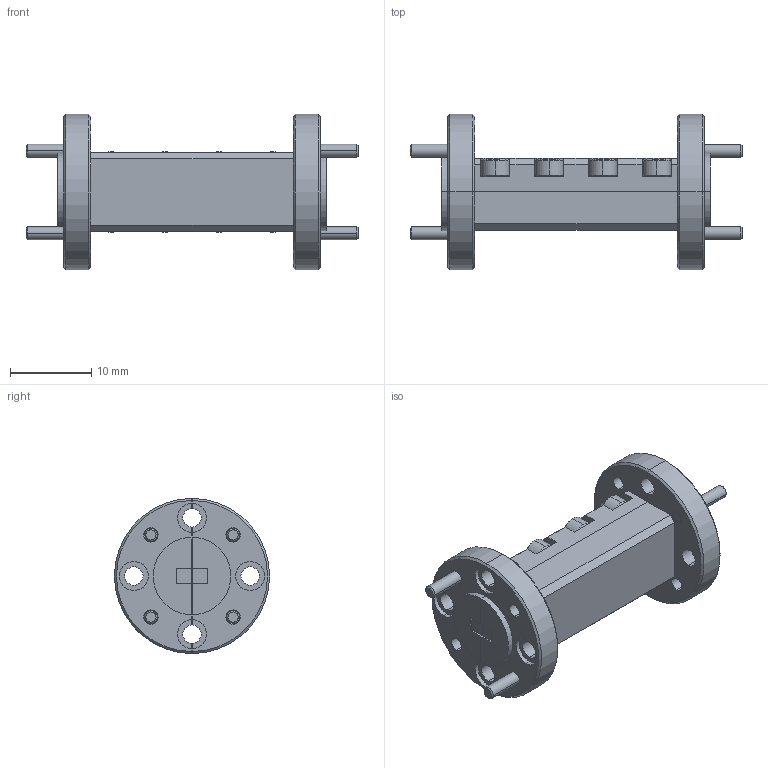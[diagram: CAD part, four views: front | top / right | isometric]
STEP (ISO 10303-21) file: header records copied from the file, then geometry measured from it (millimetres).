
FILE_DESCRIPTION (( 'STEP AP203' ), '1' );
FILE_NAME ('SWF-57356320-15-H1.STEP', '2019-06-12T22:22:02', ( '' ), ( '' ), 'SwSTEP 2.0', 'SolidWorks 2016', '' );
FILE_SCHEMA (( 'CONFIG_CONTROL_DESIGN' ));
Length unit declared in the file: inch
Products named in the file (1): SWF-57356320-15-H1
Bounding box: 40.77 x 19.05 x 19.05 mm (x, y, z)
Volume: 3812.8 mm3; surface area: 4566 mm2
Topology: 14 solids, 14 shells, 848 faces, 2200 edges, 1384 vertices
Faces by surface type: cylinder 476, plane 180, cone 176, bspline 16
Entity records: 34057 total; most frequent: CARTESIAN_POINT 15249, ORIENTED_EDGE 4336, DIRECTION 3538, EDGE_CURVE 2168, VERTEX_POINT 1384, AXIS2_PLACEMENT_3D 1297, VECTOR 944, LINE 944
